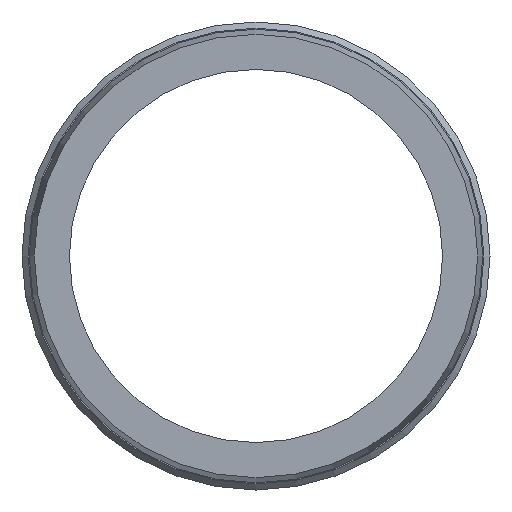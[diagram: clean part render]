
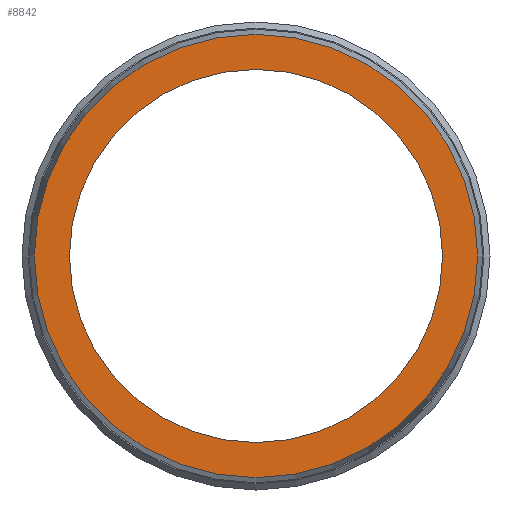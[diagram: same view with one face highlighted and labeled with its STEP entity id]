
A CAD part, front view. The second image highlights one B-rep face of the part: STEP entity #8842.
In plain terms, the highlighted planar face has unit normal (0, -1, 0).
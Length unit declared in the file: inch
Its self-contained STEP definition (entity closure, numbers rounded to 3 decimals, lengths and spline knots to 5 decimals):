
#162=CIRCLE('',#9344,0.905);
#163=CIRCLE('',#9345,0.905);
#164=CIRCLE('',#9347,1.07507);
#165=CIRCLE('',#9348,1.07507);
#214=FACE_BOUND('',#1486,.T.);
#976=FACE_OUTER_BOUND('',#1485,.T.);
#1485=EDGE_LOOP('',(#8002,#8003));
#1486=EDGE_LOOP('',(#8004,#8005));
#4213=VERTEX_POINT('',#15246);
#4214=VERTEX_POINT('',#15248);
#4215=VERTEX_POINT('',#15252);
#4216=VERTEX_POINT('',#15253);
#5477=EDGE_CURVE('',#4214,#4213,#162,.T.);
#5478=EDGE_CURVE('',#4213,#4214,#163,.T.);
#5479=EDGE_CURVE('',#4215,#4216,#164,.T.);
#5480=EDGE_CURVE('',#4216,#4215,#165,.T.);
#8002=ORIENTED_EDGE('',*,*,#5479,.F.);
#8003=ORIENTED_EDGE('',*,*,#5480,.F.);
#8004=ORIENTED_EDGE('',*,*,#5477,.T.);
#8005=ORIENTED_EDGE('',*,*,#5478,.T.);
#8345=PLANE('',#9346);
#8842=ADVANCED_FACE('',(#976,#214),#8345,.T.);
#9344=AXIS2_PLACEMENT_3D('',#15249,#11253,#11254);
#9345=AXIS2_PLACEMENT_3D('',#15250,#11255,#11256);
#9346=AXIS2_PLACEMENT_3D('',#15251,#11257,#11258);
#9347=AXIS2_PLACEMENT_3D('',#15254,#11259,#11260);
#9348=AXIS2_PLACEMENT_3D('',#15255,#11261,#11262);
#11253=DIRECTION('center_axis',(0.,1.,0.));
#11254=DIRECTION('ref_axis',(-1.,0.,0.));
#11255=DIRECTION('center_axis',(0.,1.,0.));
#11256=DIRECTION('ref_axis',(-1.,0.,0.));
#11257=DIRECTION('center_axis',(0.,-1.,0.));
#11258=DIRECTION('ref_axis',(0.,0.,-1.));
#11259=DIRECTION('center_axis',(0.,1.,0.));
#11260=DIRECTION('ref_axis',(-1.,0.,0.));
#11261=DIRECTION('center_axis',(0.,1.,0.));
#11262=DIRECTION('ref_axis',(-1.,0.,0.));
#15246=CARTESIAN_POINT('',(0.905,-7.95,0.));
#15248=CARTESIAN_POINT('',(-0.905,-7.95,0.));
#15249=CARTESIAN_POINT('Origin',(0.,-7.95,0.));
#15250=CARTESIAN_POINT('Origin',(0.,-7.95,0.));
#15251=CARTESIAN_POINT('Origin',(-0.99003,-7.95,0.));
#15252=CARTESIAN_POINT('',(-1.07507,-7.95,0.));
#15253=CARTESIAN_POINT('',(1.07507,-7.95,0.));
#15254=CARTESIAN_POINT('Origin',(0.,-7.95,0.));
#15255=CARTESIAN_POINT('Origin',(0.,-7.95,0.));
